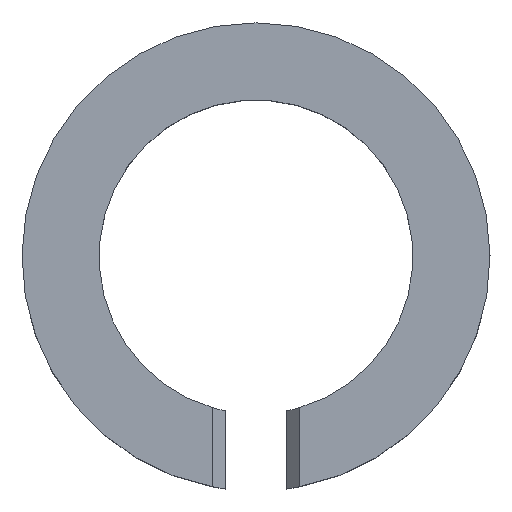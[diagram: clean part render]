
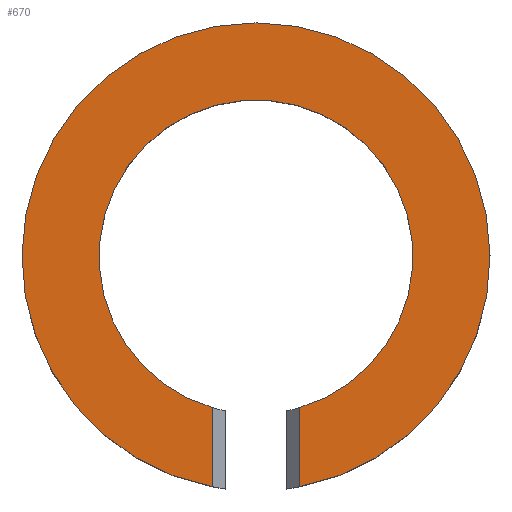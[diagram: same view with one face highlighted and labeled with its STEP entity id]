
A CAD part, top view. The second image highlights one B-rep face of the part: STEP entity #670.
In plain terms, the highlighted planar face has unit normal (0, 0, 1).
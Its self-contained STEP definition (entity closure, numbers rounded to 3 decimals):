
#70 = CYLINDRICAL_SURFACE('',#71,5.7);
#71 = AXIS2_PLACEMENT_3D('',#72,#73,#74);
#72 = CARTESIAN_POINT('',(0.,-241.,0.));
#73 = DIRECTION('',(-0.,-0.,-1.));
#74 = DIRECTION('',(1.,0.,0.));
#97 = PLANE('',#98);
#98 = AXIS2_PLACEMENT_3D('',#99,#100,#101);
#99 = CARTESIAN_POINT('',(4.456,-250.,8.861));
#100 = DIRECTION('',(-0.707,0.,0.707));
#101 = DIRECTION('',(-0.707,0.,-0.707));
#122 = CYLINDRICAL_SURFACE('',#123,8.5);
#123 = AXIS2_PLACEMENT_3D('',#124,#125,#126);
#124 = CARTESIAN_POINT('',(0.,-241.,0.));
#125 = DIRECTION('',(-0.,-0.,-1.));
#126 = DIRECTION('',(1.,0.,0.));
#222 = VERTEX_POINT('',#223);
#223 = CARTESIAN_POINT('',(1.596,-249.349,6.));
#248 = EDGE_CURVE('',#222,#249,#251,.T.);
#249 = VERTEX_POINT('',#250);
#250 = CARTESIAN_POINT('',(-1.596,-249.349,6.));
#251 = SURFACE_CURVE('',#252,(#257,#264),.PCURVE_S1.);
#252 = CIRCLE('',#253,8.5);
#253 = AXIS2_PLACEMENT_3D('',#254,#255,#256);
#254 = CARTESIAN_POINT('',(0.,-241.,6.));
#255 = DIRECTION('',(0.,0.,1.));
#256 = DIRECTION('',(1.,0.,0.));
#257 = PCURVE('',#122,#258);
#258 = DEFINITIONAL_REPRESENTATION('',(#259),#263);
#259 = LINE('',#260,#261);
#260 = CARTESIAN_POINT('',(-0.,-6.));
#261 = VECTOR('',#262,1.);
#262 = DIRECTION('',(-1.,0.));
#263 = ( GEOMETRIC_REPRESENTATION_CONTEXT(2) 
PARAMETRIC_REPRESENTATION_CONTEXT() REPRESENTATION_CONTEXT('2D SPACE',''
  ) );
#264 = PCURVE('',#265,#270);
#265 = PLANE('',#266);
#266 = AXIS2_PLACEMENT_3D('',#267,#268,#269);
#267 = CARTESIAN_POINT('',(0.,-241.295,6.));
#268 = DIRECTION('',(0.,0.,1.));
#269 = DIRECTION('',(1.,0.,0.));
#270 = DEFINITIONAL_REPRESENTATION('',(#271),#275);
#271 = CIRCLE('',#272,8.5);
#272 = AXIS2_PLACEMENT_2D('',#273,#274);
#273 = CARTESIAN_POINT('',(0.,0.295));
#274 = DIRECTION('',(1.,0.));
#275 = ( GEOMETRIC_REPRESENTATION_CONTEXT(2) 
PARAMETRIC_REPRESENTATION_CONTEXT() REPRESENTATION_CONTEXT('2D SPACE',''
  ) );
#297 = PLANE('',#298);
#298 = AXIS2_PLACEMENT_3D('',#299,#300,#301);
#299 = CARTESIAN_POINT('',(0.,-250.,4.404));
#300 = DIRECTION('',(0.707,0.,0.707));
#301 = DIRECTION('',(-0.707,0.,0.707));
#395 = VERTEX_POINT('',#396);
#396 = CARTESIAN_POINT('',(1.596,-246.472,6.));
#423 = EDGE_CURVE('',#395,#222,#424,.T.);
#424 = SURFACE_CURVE('',#425,(#429,#435),.PCURVE_S1.);
#425 = LINE('',#426,#427);
#426 = CARTESIAN_POINT('',(1.596,-245.648,6.));
#427 = VECTOR('',#428,1.);
#428 = DIRECTION('',(0.,-1.,0.));
#429 = PCURVE('',#97,#430);
#430 = DEFINITIONAL_REPRESENTATION('',(#431),#434);
#431 = B_SPLINE_CURVE_WITH_KNOTS('',1,(#432,#433),.UNSPECIFIED.,.F.,.F.,
  (2,2),(-0.648,3.781),.PIECEWISE_BEZIER_KNOTS.);
#432 = CARTESIAN_POINT('',(4.045,-5.));
#433 = CARTESIAN_POINT('',(4.045,-0.571));
#434 = ( GEOMETRIC_REPRESENTATION_CONTEXT(2) 
PARAMETRIC_REPRESENTATION_CONTEXT() REPRESENTATION_CONTEXT('2D SPACE',''
  ) );
#435 = PCURVE('',#265,#436);
#436 = DEFINITIONAL_REPRESENTATION('',(#437),#440);
#437 = B_SPLINE_CURVE_WITH_KNOTS('',1,(#438,#439),.UNSPECIFIED.,.F.,.F.,
  (2,2),(-0.648,3.781),.PIECEWISE_BEZIER_KNOTS.);
#438 = CARTESIAN_POINT('',(1.596,-3.705));
#439 = CARTESIAN_POINT('',(1.596,-8.134));
#440 = ( GEOMETRIC_REPRESENTATION_CONTEXT(2) 
PARAMETRIC_REPRESENTATION_CONTEXT() REPRESENTATION_CONTEXT('2D SPACE',''
  ) );
#448 = EDGE_CURVE('',#395,#449,#451,.T.);
#449 = VERTEX_POINT('',#450);
#450 = CARTESIAN_POINT('',(-1.596,-246.472,6.));
#451 = SURFACE_CURVE('',#452,(#457,#464),.PCURVE_S1.);
#452 = CIRCLE('',#453,5.7);
#453 = AXIS2_PLACEMENT_3D('',#454,#455,#456);
#454 = CARTESIAN_POINT('',(0.,-241.,6.));
#455 = DIRECTION('',(0.,0.,1.));
#456 = DIRECTION('',(1.,0.,0.));
#457 = PCURVE('',#70,#458);
#458 = DEFINITIONAL_REPRESENTATION('',(#459),#463);
#459 = LINE('',#460,#461);
#460 = CARTESIAN_POINT('',(-0.,-6.));
#461 = VECTOR('',#462,1.);
#462 = DIRECTION('',(-1.,0.));
#463 = ( GEOMETRIC_REPRESENTATION_CONTEXT(2) 
PARAMETRIC_REPRESENTATION_CONTEXT() REPRESENTATION_CONTEXT('2D SPACE',''
  ) );
#464 = PCURVE('',#265,#465);
#465 = DEFINITIONAL_REPRESENTATION('',(#466),#470);
#466 = CIRCLE('',#467,5.7);
#467 = AXIS2_PLACEMENT_2D('',#468,#469);
#468 = CARTESIAN_POINT('',(0.,0.295));
#469 = DIRECTION('',(1.,0.));
#470 = ( GEOMETRIC_REPRESENTATION_CONTEXT(2) 
PARAMETRIC_REPRESENTATION_CONTEXT() REPRESENTATION_CONTEXT('2D SPACE',''
  ) );
#649 = EDGE_CURVE('',#249,#449,#650,.T.);
#650 = SURFACE_CURVE('',#651,(#655,#661),.PCURVE_S1.);
#651 = LINE('',#652,#653);
#652 = CARTESIAN_POINT('',(-1.596,-245.648,6.));
#653 = VECTOR('',#654,1.);
#654 = DIRECTION('',(0.,1.,0.));
#655 = PCURVE('',#297,#656);
#656 = DEFINITIONAL_REPRESENTATION('',(#657),#660);
#657 = B_SPLINE_CURVE_WITH_KNOTS('',1,(#658,#659),.UNSPECIFIED.,.F.,.F.,
  (2,2),(-3.781,0.648),.PIECEWISE_BEZIER_KNOTS.);
#658 = CARTESIAN_POINT('',(2.257,-0.571));
#659 = CARTESIAN_POINT('',(2.257,-5.));
#660 = ( GEOMETRIC_REPRESENTATION_CONTEXT(2) 
PARAMETRIC_REPRESENTATION_CONTEXT() REPRESENTATION_CONTEXT('2D SPACE',''
  ) );
#661 = PCURVE('',#265,#662);
#662 = DEFINITIONAL_REPRESENTATION('',(#663),#666);
#663 = B_SPLINE_CURVE_WITH_KNOTS('',1,(#664,#665),.UNSPECIFIED.,.F.,.F.,
  (2,2),(-3.781,0.648),.PIECEWISE_BEZIER_KNOTS.);
#664 = CARTESIAN_POINT('',(-1.596,-8.134));
#665 = CARTESIAN_POINT('',(-1.596,-3.705));
#666 = ( GEOMETRIC_REPRESENTATION_CONTEXT(2) 
PARAMETRIC_REPRESENTATION_CONTEXT() REPRESENTATION_CONTEXT('2D SPACE',''
  ) );
#670 = ADVANCED_FACE('',(#671),#265,.T.);
#671 = FACE_BOUND('',#672,.T.);
#672 = EDGE_LOOP('',(#673,#674,#675,#676));
#673 = ORIENTED_EDGE('',*,*,#448,.F.);
#674 = ORIENTED_EDGE('',*,*,#423,.T.);
#675 = ORIENTED_EDGE('',*,*,#248,.T.);
#676 = ORIENTED_EDGE('',*,*,#649,.T.);
